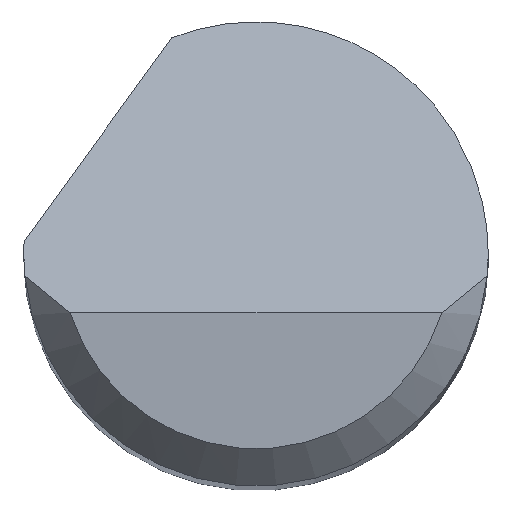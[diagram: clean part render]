
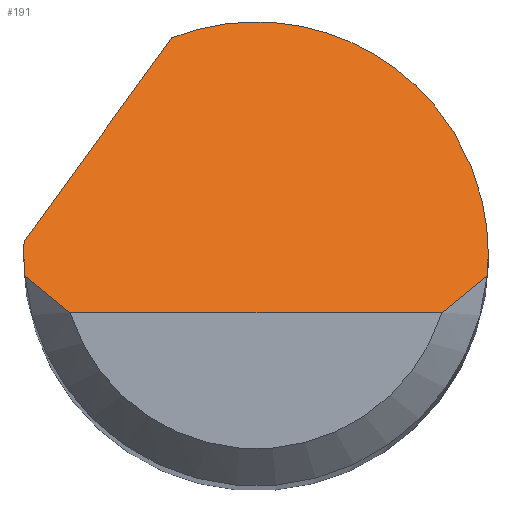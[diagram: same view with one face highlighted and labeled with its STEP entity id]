
A CAD part, top view. The second image highlights one B-rep face of the part: STEP entity #191.
In plain terms, the highlighted planar face has unit normal (0, 0.707, 0.707).
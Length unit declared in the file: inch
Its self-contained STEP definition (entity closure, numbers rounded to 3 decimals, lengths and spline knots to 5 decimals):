
#41 = CARTESIAN_POINT ( 'NONE',  ( 0.03379, 0.11369, 1.36256 ) ) ;
#47 = VERTEX_POINT ( 'NONE', #884 ) ;
#49 = DIRECTION ( 'NONE',  ( 0.456, 0.629, -0.629 ) ) ;
#58 = ORIENTED_EDGE ( 'NONE', *, *, #434, .F. ) ;
#70 = ORIENTED_EDGE ( 'NONE', *, *, #422, .F. ) ;
#72 = DIRECTION ( 'NONE',  ( 0., 0.707, -0.707 ) ) ;
#85 = EDGE_CURVE ( 'NONE', #428, #414, #872, .T. ) ;
#105 = CARTESIAN_POINT ( 'NONE',  ( 0.07508, -0.02375, 1.5 ) ) ;
#109 = CARTESIAN_POINT ( 'NONE',  ( -0.09362, 0.005, 1.47125 ) ) ;
#115 = VECTOR ( 'NONE', #124, 39.37008 ) ;
#121 = CARTESIAN_POINT ( 'NONE',  ( -0.08157, -0.019, 1.49525 ) ) ;
#124 = DIRECTION ( 'NONE',  ( 1., 0., 0. ) ) ;
#191 = ADVANCED_FACE ( 'NONE', ( #282 ), #723, .F. ) ;
#220 = ORIENTED_EDGE ( 'NONE', *, *, #815, .F. ) ;
#230 = ORIENTED_EDGE ( 'NONE', *, *, #468, .F. ) ;
#235 = ORIENTED_EDGE ( 'NONE', *, *, #639, .F. ) ;
#236 = CARTESIAN_POINT ( 'NONE',  ( -0.03394, 0.08739, 1.38886 ) ) ;
#238 = CARTESIAN_POINT ( 'NONE',  ( -0.08761, -0.01397, 1.49022 ) ) ;
#243 = EDGE_CURVE ( 'NONE', #414, #358, #572, .T. ) ;
#248 = CARTESIAN_POINT ( 'NONE',  ( -0.07508, -0.02375, 1.5 ) ) ;
#282 = FACE_OUTER_BOUND ( 'NONE', #706, .T. ) ;
#308 = CARTESIAN_POINT ( 'NONE',  ( 0.08761, -0.01397, 1.49022 ) ) ;
#316 = CARTESIAN_POINT ( 'NONE',  ( 0.09334, -0.00875, 1.485 ) ) ;
#319 = B_SPLINE_CURVE_WITH_KNOTS ( 'NONE', 3,
 ( #105, #748, #308, #535 ),
 .UNSPECIFIED., .F., .F.,
 ( 4, 4 ),
 ( 0., 0.00071 ),
 .UNSPECIFIED. ) ;
#321 = CARTESIAN_POINT ( 'NONE',  ( -0.09334, -0.00875, 1.485 ) ) ;
#338 = CARTESIAN_POINT ( 'NONE',  ( -0.03394, 0.08739, 1.38886 ) ) ;
#340 = CARTESIAN_POINT ( 'NONE',  ( 0.09375, 0.07266, 1.40359 ) ) ;
#358 = VERTEX_POINT ( 'NONE', #529 ) ;
#373 = CARTESIAN_POINT ( 'NONE',  ( -0.09361, -0.00584, 1.48209 ) ) ;
#386 = CARTESIAN_POINT ( 'NONE',  ( -0.09362, 0.005, 1.47125 ) ) ;
#387 =( BOUNDED_CURVE ( )  B_SPLINE_CURVE ( 3, ( #555, #780, #405, #109 ),
 .UNSPECIFIED., .F., .F. ) 
 B_SPLINE_CURVE_WITH_KNOTS ( ( 4, 4 ),
 ( 4.71239, 4.76575 ),
 .UNSPECIFIED. ) 
 CURVE ( )  GEOMETRIC_REPRESENTATION_ITEM ( )  RATIONAL_B_SPLINE_CURVE ( ( 1., 1., 1., 1. ) ) 
 REPRESENTATION_ITEM ( '' )  );
#391 = CARTESIAN_POINT ( 'NONE',  ( -0.09375, -0.00292, 1.47917 ) ) ;
#405 = CARTESIAN_POINT ( 'NONE',  ( -0.09371, 0.00333, 1.47292 ) ) ;
#414 = VERTEX_POINT ( 'NONE', #248 ) ;
#418 = CARTESIAN_POINT ( 'NONE',  ( -0.09375, 0., 1.47625 ) ) ;
#422 = EDGE_CURVE ( 'NONE', #669, #846, #387, .T. ) ;
#428 = VERTEX_POINT ( 'NONE', #708 ) ;
#434 = EDGE_CURVE ( 'NONE', #846, #835, #617, .T. ) ;
#461 = CARTESIAN_POINT ( 'NONE',  ( 0.09375, 0., 1.47625 ) ) ;
#468 = EDGE_CURVE ( 'NONE', #428, #669, #691, .T. ) ;
#511 = ORIENTED_EDGE ( 'NONE', *, *, #85, .T. ) ;
#529 = CARTESIAN_POINT ( 'NONE',  ( 0.07508, -0.02375, 1.5 ) ) ;
#535 = CARTESIAN_POINT ( 'NONE',  ( 0.09334, -0.00875, 1.485 ) ) ;
#552 = VERTEX_POINT ( 'NONE', #840 ) ;
#555 = CARTESIAN_POINT ( 'NONE',  ( -0.09375, 0., 1.47625 ) ) ;
#557 = CARTESIAN_POINT ( 'NONE',  ( 0., -0.02375, 1.5 ) ) ;
#572 = LINE ( 'NONE', #557, #115 ) ;
#602 = EDGE_CURVE ( 'NONE', #358, #552, #319, .T. ) ;
#617 = LINE ( 'NONE', #770, #679 ) ;
#619 = CARTESIAN_POINT ( 'NONE',  ( -0.07508, -0.02375, 1.5 ) ) ;
#622 = CARTESIAN_POINT ( 'NONE',  ( -0.09334, -0.00875, 1.485 ) ) ;
#636 = CARTESIAN_POINT ( 'NONE',  ( 0.09375, 0., 1.47625 ) ) ;
#639 = EDGE_CURVE ( 'NONE', #835, #47, #784, .T. ) ;
#666 = ORIENTED_EDGE ( 'NONE', *, *, #243, .T. ) ;
#669 = VERTEX_POINT ( 'NONE', #418 ) ;
#679 = VECTOR ( 'NONE', #49, 39.37008 ) ;
#684 = CARTESIAN_POINT ( 'NONE',  ( 0.09375, -0.00292, 1.47917 ) ) ;
#691 =( BOUNDED_CURVE ( )  B_SPLINE_CURVE ( 3, ( #622, #373, #391, #693 ),
 .UNSPECIFIED., .F., .T. ) 
 B_SPLINE_CURVE_WITH_KNOTS ( ( 4, 4 ),
 ( 4.61892, 4.71239 ),
 .UNSPECIFIED. ) 
 CURVE ( )  GEOMETRIC_REPRESENTATION_ITEM ( )  RATIONAL_B_SPLINE_CURVE ( ( 1., 0.999, 0.999, 1. ) ) 
 REPRESENTATION_ITEM ( '' )  );
#693 = CARTESIAN_POINT ( 'NONE',  ( -0.09375, 0., 1.47625 ) ) ;
#700 = CARTESIAN_POINT ( 'NONE',  ( 0.09361, -0.00584, 1.48209 ) ) ;
#706 = EDGE_LOOP ( 'NONE', ( #666, #711, #220, #235, #58, #70, #230, #511 ) ) ;
#708 = CARTESIAN_POINT ( 'NONE',  ( -0.09334, -0.00875, 1.485 ) ) ;
#711 = ORIENTED_EDGE ( 'NONE', *, *, #602, .T. ) ;
#723 = PLANE ( 'NONE',  #870 ) ;
#748 = CARTESIAN_POINT ( 'NONE',  ( 0.08157, -0.019, 1.49525 ) ) ;
#770 = CARTESIAN_POINT ( 'NONE',  ( -0.11014, -0.01781, 1.49406 ) ) ;
#780 = CARTESIAN_POINT ( 'NONE',  ( -0.09375, 0.00167, 1.47458 ) ) ;
#784 =( BOUNDED_CURVE ( )  B_SPLINE_CURVE ( 3, ( #338, #41, #340, #636 ),
 .UNSPECIFIED., .F., .F. ) 
 B_SPLINE_CURVE_WITH_KNOTS ( ( 4, 4 ),
 ( 5.91277, 7.85398 ),
 .UNSPECIFIED. ) 
 CURVE ( )  GEOMETRIC_REPRESENTATION_ITEM ( )  RATIONAL_B_SPLINE_CURVE ( ( 1., 0.71, 0.71, 1. ) ) 
 REPRESENTATION_ITEM ( '' )  );
#793 = CARTESIAN_POINT ( 'NONE',  ( -0.09375, -0.02375, 1.5 ) ) ;
#808 = DIRECTION ( 'NONE',  ( 0., -0.707, -0.707 ) ) ;
#815 = EDGE_CURVE ( 'NONE', #47, #552, #938, .T. ) ;
#835 = VERTEX_POINT ( 'NONE', #236 ) ;
#840 = CARTESIAN_POINT ( 'NONE',  ( 0.09334, -0.00875, 1.485 ) ) ;
#846 = VERTEX_POINT ( 'NONE', #386 ) ;
#870 = AXIS2_PLACEMENT_3D ( 'NONE', #793, #808, #72 ) ;
#872 = B_SPLINE_CURVE_WITH_KNOTS ( 'NONE', 3,
 ( #321, #238, #121, #619 ),
 .UNSPECIFIED., .F., .F.,
 ( 4, 4 ),
 ( 0., 0.00071 ),
 .UNSPECIFIED. ) ;
#884 = CARTESIAN_POINT ( 'NONE',  ( 0.09375, 0., 1.47625 ) ) ;
#938 =( BOUNDED_CURVE ( )  B_SPLINE_CURVE ( 3, ( #461, #684, #700, #316 ),
 .UNSPECIFIED., .F., .F. ) 
 B_SPLINE_CURVE_WITH_KNOTS ( ( 4, 4 ),
 ( 1.5708, 1.66427 ),
 .UNSPECIFIED. ) 
 CURVE ( )  GEOMETRIC_REPRESENTATION_ITEM ( )  RATIONAL_B_SPLINE_CURVE ( ( 1., 0.999, 0.999, 1. ) ) 
 REPRESENTATION_ITEM ( '' )  );
